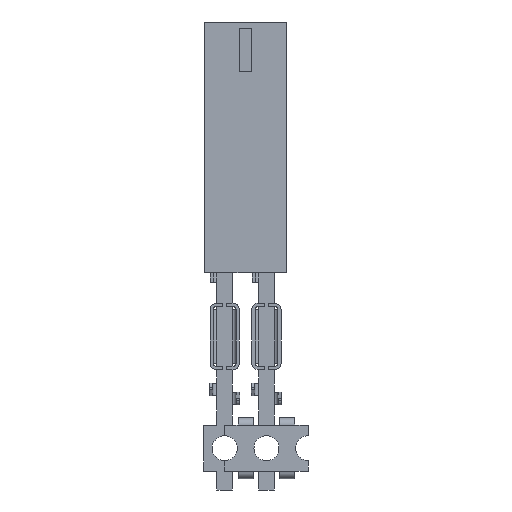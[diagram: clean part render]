
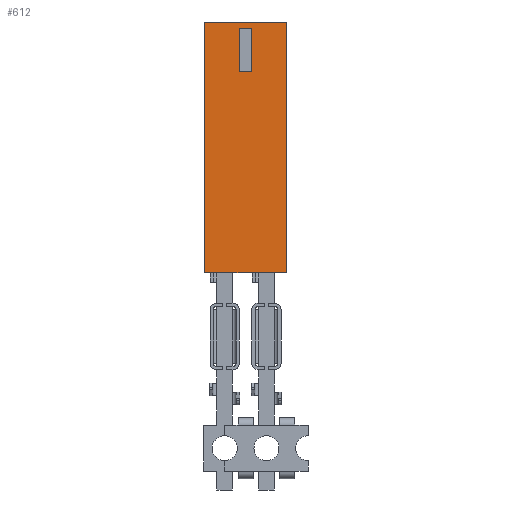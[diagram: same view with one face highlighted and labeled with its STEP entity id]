
A CAD part, front view. The second image highlights one B-rep face of the part: STEP entity #612.
In plain terms, the highlighted planar face has unit normal (0, -1, 0).
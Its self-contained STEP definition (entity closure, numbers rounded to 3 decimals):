
#48 = VERTEX_POINT('',#49);
#49 = CARTESIAN_POINT('',(2.515,-1.245,0.));
#55 = EDGE_CURVE('',#56,#48,#58,.T.);
#56 = VERTEX_POINT('',#57);
#57 = CARTESIAN_POINT('',(-2.515,-1.245,0.));
#58 = LINE('',#59,#60);
#59 = CARTESIAN_POINT('',(-2.515,-1.245,0.));
#60 = VECTOR('',#61,1.);
#61 = DIRECTION('',(1.,0.,0.));
#578 = EDGE_CURVE('',#56,#579,#581,.T.);
#579 = VERTEX_POINT('',#580);
#580 = CARTESIAN_POINT('',(-2.515,-1.245,-15.24));
#581 = LINE('',#582,#583);
#582 = CARTESIAN_POINT('',(-2.515,-1.245,0.));
#583 = VECTOR('',#584,1.);
#584 = DIRECTION('',(0.,0.,-1.));
#612 = ADVANCED_FACE('',(#613,#663),#697,.T.);
#613 = FACE_BOUND('',#614,.F.);
#614 = EDGE_LOOP('',(#615,#625,#633,#639,#640,#641,#649,#657));
#615 = ORIENTED_EDGE('',*,*,#616,.F.);
#616 = EDGE_CURVE('',#617,#619,#621,.T.);
#617 = VERTEX_POINT('',#618);
#618 = CARTESIAN_POINT('',(-1.938,-1.245,-15.24));
#619 = VERTEX_POINT('',#620);
#620 = CARTESIAN_POINT('',(0.404,-1.245,-15.24));
#621 = LINE('',#622,#623);
#622 = CARTESIAN_POINT('',(-1.938,-1.245,-15.24));
#623 = VECTOR('',#624,1.);
#624 = DIRECTION('',(1.,0.,0.));
#625 = ORIENTED_EDGE('',*,*,#626,.T.);
#626 = EDGE_CURVE('',#617,#627,#629,.T.);
#627 = VERTEX_POINT('',#628);
#628 = CARTESIAN_POINT('',(-2.136,-1.245,-15.24));
#629 = LINE('',#630,#631);
#630 = CARTESIAN_POINT('',(-1.938,-1.245,-15.24));
#631 = VECTOR('',#632,1.);
#632 = DIRECTION('',(-1.,0.,0.));
#633 = ORIENTED_EDGE('',*,*,#634,.F.);
#634 = EDGE_CURVE('',#579,#627,#635,.T.);
#635 = LINE('',#636,#637);
#636 = CARTESIAN_POINT('',(-2.515,-1.245,-15.24));
#637 = VECTOR('',#638,1.);
#638 = DIRECTION('',(1.,0.,0.));
#639 = ORIENTED_EDGE('',*,*,#578,.F.);
#640 = ORIENTED_EDGE('',*,*,#55,.T.);
#641 = ORIENTED_EDGE('',*,*,#642,.T.);
#642 = EDGE_CURVE('',#48,#643,#645,.T.);
#643 = VERTEX_POINT('',#644);
#644 = CARTESIAN_POINT('',(2.515,-1.245,-15.24));
#645 = LINE('',#646,#647);
#646 = CARTESIAN_POINT('',(2.515,-1.245,0.));
#647 = VECTOR('',#648,1.);
#648 = DIRECTION('',(0.,0.,-1.));
#649 = ORIENTED_EDGE('',*,*,#650,.F.);
#650 = EDGE_CURVE('',#651,#643,#653,.T.);
#651 = VERTEX_POINT('',#652);
#652 = CARTESIAN_POINT('',(0.602,-1.245,-15.24));
#653 = LINE('',#654,#655);
#654 = CARTESIAN_POINT('',(0.602,-1.245,-15.24));
#655 = VECTOR('',#656,1.);
#656 = DIRECTION('',(1.,0.,0.));
#657 = ORIENTED_EDGE('',*,*,#658,.T.);
#658 = EDGE_CURVE('',#651,#619,#659,.T.);
#659 = LINE('',#660,#661);
#660 = CARTESIAN_POINT('',(0.602,-1.245,-15.24));
#661 = VECTOR('',#662,1.);
#662 = DIRECTION('',(-1.,0.,0.));
#663 = FACE_BOUND('',#664,.F.);
#664 = EDGE_LOOP('',(#665,#675,#683,#691));
#665 = ORIENTED_EDGE('',*,*,#666,.T.);
#666 = EDGE_CURVE('',#667,#669,#671,.T.);
#667 = VERTEX_POINT('',#668);
#668 = CARTESIAN_POINT('',(-0.381,-1.245,-0.381));
#669 = VERTEX_POINT('',#670);
#670 = CARTESIAN_POINT('',(-0.381,-1.245,-3.023));
#671 = LINE('',#672,#673);
#672 = CARTESIAN_POINT('',(-0.381,-1.245,-0.381));
#673 = VECTOR('',#674,1.);
#674 = DIRECTION('',(0.,0.,-1.));
#675 = ORIENTED_EDGE('',*,*,#676,.T.);
#676 = EDGE_CURVE('',#669,#677,#679,.T.);
#677 = VERTEX_POINT('',#678);
#678 = CARTESIAN_POINT('',(0.381,-1.245,-3.023));
#679 = LINE('',#680,#681);
#680 = CARTESIAN_POINT('',(-0.381,-1.245,-3.023));
#681 = VECTOR('',#682,1.);
#682 = DIRECTION('',(1.,0.,0.));
#683 = ORIENTED_EDGE('',*,*,#684,.T.);
#684 = EDGE_CURVE('',#677,#685,#687,.T.);
#685 = VERTEX_POINT('',#686);
#686 = CARTESIAN_POINT('',(0.381,-1.245,-0.381));
#687 = LINE('',#688,#689);
#688 = CARTESIAN_POINT('',(0.381,-1.245,-3.023));
#689 = VECTOR('',#690,1.);
#690 = DIRECTION('',(0.,0.,1.));
#691 = ORIENTED_EDGE('',*,*,#692,.T.);
#692 = EDGE_CURVE('',#685,#667,#693,.T.);
#693 = LINE('',#694,#695);
#694 = CARTESIAN_POINT('',(0.381,-1.245,-0.381));
#695 = VECTOR('',#696,1.);
#696 = DIRECTION('',(-1.,0.,0.));
#697 = PLANE('',#698);
#698 = AXIS2_PLACEMENT_3D('',#699,#700,#701);
#699 = CARTESIAN_POINT('',(-2.515,-1.245,0.));
#700 = DIRECTION('',(0.,-1.,0.));
#701 = DIRECTION('',(1.,0.,0.));
